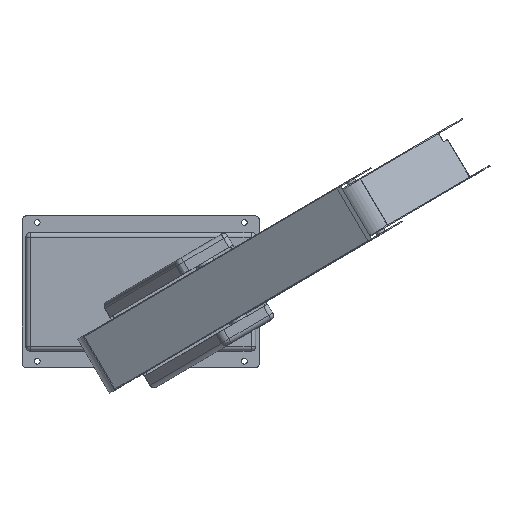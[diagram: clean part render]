
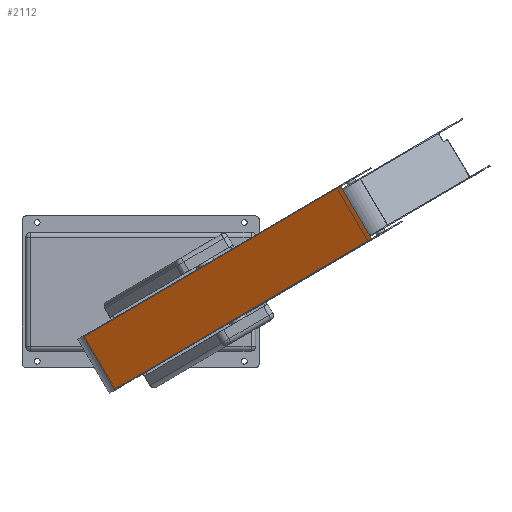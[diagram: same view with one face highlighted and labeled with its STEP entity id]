
A CAD part, top view. The second image highlights one B-rep face of the part: STEP entity #2112.
In plain terms, the highlighted face is planar.
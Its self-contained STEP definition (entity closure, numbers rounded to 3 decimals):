
#124=PLANE('',#2349);
#221=FACE_OUTER_BOUND('',#359,.T.);
#359=EDGE_LOOP('',(#1717,#1718,#1719,#1720,#1721,#1722));
#531=LINE('',#3736,#712);
#532=LINE('',#3742,#713);
#533=LINE('',#3747,#714);
#534=LINE('',#3750,#715);
#535=LINE('',#3754,#716);
#536=LINE('',#3755,#717);
#712=VECTOR('',#2802,10.);
#713=VECTOR('',#2811,10.);
#714=VECTOR('',#2818,10.);
#715=VECTOR('',#2821,10.);
#716=VECTOR('',#2826,10.);
#717=VECTOR('',#2827,10.);
#1006=VERTEX_POINT('',#3719);
#1010=VERTEX_POINT('',#3735);
#1011=VERTEX_POINT('',#3741);
#1012=VERTEX_POINT('',#3745);
#1013=VERTEX_POINT('',#3749);
#1014=VERTEX_POINT('',#3753);
#1254=EDGE_CURVE('',#1010,#1006,#531,.T.);
#1257=EDGE_CURVE('',#1006,#1011,#532,.T.);
#1260=EDGE_CURVE('',#1012,#1010,#533,.T.);
#1261=EDGE_CURVE('',#1011,#1013,#534,.T.);
#1263=EDGE_CURVE('',#1014,#1012,#535,.T.);
#1264=EDGE_CURVE('',#1013,#1014,#536,.T.);
#1717=ORIENTED_EDGE('',*,*,#1260,.F.);
#1718=ORIENTED_EDGE('',*,*,#1263,.F.);
#1719=ORIENTED_EDGE('',*,*,#1264,.F.);
#1720=ORIENTED_EDGE('',*,*,#1261,.F.);
#1721=ORIENTED_EDGE('',*,*,#1257,.F.);
#1722=ORIENTED_EDGE('',*,*,#1254,.F.);
#2112=ADVANCED_FACE('',(#221),#124,.T.);
#2349=AXIS2_PLACEMENT_3D('',#3752,#2824,#2825);
#2802=DIRECTION('',(0.,-1.,0.));
#2811=DIRECTION('',(0.,-1.,0.));
#2818=DIRECTION('',(0.,-1.,0.));
#2821=DIRECTION('',(-0.998,0.,0.065));
#2824=DIRECTION('center_axis',(0.065,0.,0.998));
#2825=DIRECTION('ref_axis',(0.998,0.,-0.065));
#2826=DIRECTION('',(0.998,0.,-0.065));
#2827=DIRECTION('',(0.,1.,0.));
#3719=CARTESIAN_POINT('',(200.,-32.,25.));
#3735=CARTESIAN_POINT('',(200.,32.,25.));
#3736=CARTESIAN_POINT('',(200.,0.,25.));
#3741=CARTESIAN_POINT('',(200.,-33.,25.));
#3742=CARTESIAN_POINT('',(200.,0.,25.));
#3745=CARTESIAN_POINT('',(200.,33.,25.));
#3747=CARTESIAN_POINT('',(200.,0.,25.));
#3749=CARTESIAN_POINT('',(-144.281,-33.,47.264));
#3750=CARTESIAN_POINT('',(200.,-33.,25.));
#3752=CARTESIAN_POINT('Origin',(-144.281,0.,47.264));
#3753=CARTESIAN_POINT('',(-144.281,33.,47.264));
#3754=CARTESIAN_POINT('',(200.,33.,25.));
#3755=CARTESIAN_POINT('',(-144.281,0.,47.264));
